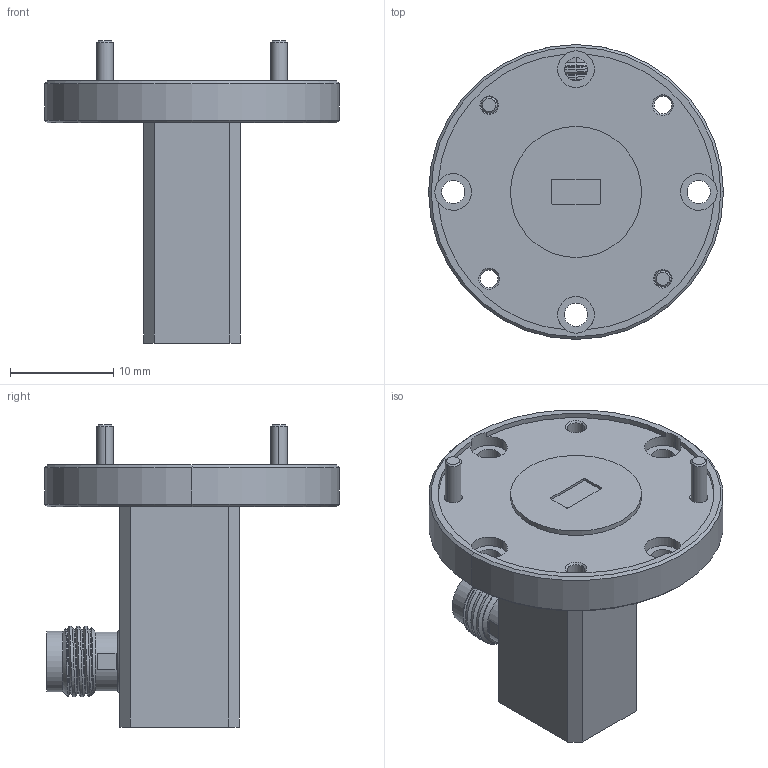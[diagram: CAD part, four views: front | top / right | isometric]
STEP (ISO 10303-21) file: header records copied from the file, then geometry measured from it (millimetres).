
FILE_DESCRIPTION (( 'STEP AP203' ), '1' );
FILE_NAME ('SWC-19VF-R1.STEP', '2023-10-05T19:39:02', ( '' ), ( '' ), 'SwSTEP 2.0', 'SolidWorks 2021', '' );
FILE_SCHEMA (( 'CONFIG_CONTROL_DESIGN' ));
Length unit declared in the file: inch
Products named in the file (1): SWC-19VF-R1
Bounding box: 28.57 x 28.57 x 29.27 mm (x, y, z)
Volume: 4772.9 mm3; surface area: 2949.9 mm2
Topology: 4 solids, 4 shells, 166 faces, 394 edges, 243 vertices
Faces by surface type: cylinder 66, plane 49, cone 44, bspline 7
Entity records: 6490 total; most frequent: CARTESIAN_POINT 2619, DIRECTION 809, ORIENTED_EDGE 780, EDGE_CURVE 390, AXIS2_PLACEMENT_3D 321, VERTEX_POINT 243, EDGE_LOOP 193, LINE 167
